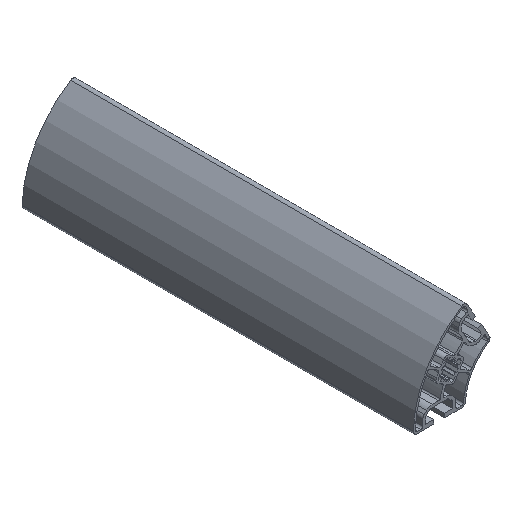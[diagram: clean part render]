
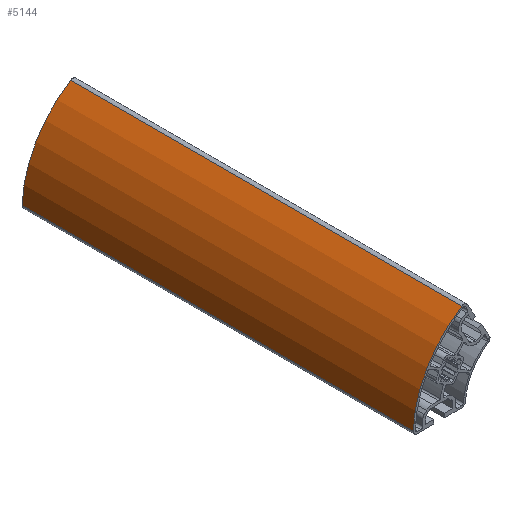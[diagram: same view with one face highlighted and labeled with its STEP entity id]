
A CAD part, isometric view. The second image highlights one B-rep face of the part: STEP entity #5144.
In plain terms, the highlighted cylindrical face has radius 80 mm (diameter 160 mm), a partial arc.
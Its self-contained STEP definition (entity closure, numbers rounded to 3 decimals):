
#232 = AXIS2_PLACEMENT_3D ( 'NONE', #4511, #4525, #4527 ) ;
#519 = CIRCLE ( 'NONE', #522, 80. ) ;
#522 = AXIS2_PLACEMENT_3D ( 'NONE', #1166, #1167, #1171 ) ;
#685 = CIRCLE ( 'NONE', #690, 80. ) ;
#690 = AXIS2_PLACEMENT_3D ( 'NONE', #2598, #2600, #2602 ) ;
#818 = VECTOR ( 'NONE', #3297, 1000. ) ;
#851 = VECTOR ( 'NONE', #3184, 1000. ) ;
#1166 = CARTESIAN_POINT ( 'NONE',  ( -60.001, -34.642, -300. ) ) ;
#1167 = DIRECTION ( 'NONE',  ( 0., 0., -1. ) ) ;
#1171 = DIRECTION ( 'NONE',  ( -1., 0., 0. ) ) ;
#1725 = CARTESIAN_POINT ( 'NONE',  ( 19.938, -31.525, -300. ) ) ;
#1880 = CARTESIAN_POINT ( 'NONE',  ( -17.333, 33.03, 0. ) ) ;
#1892 = CARTESIAN_POINT ( 'NONE',  ( 19.938, -31.525, 0. ) ) ;
#2253 = EDGE_LOOP ( 'NONE', ( #3843, #3868, #3859, #3892 ) ) ;
#2582 = VERTEX_POINT ( 'NONE', #4336 ) ;
#2598 = CARTESIAN_POINT ( 'NONE',  ( -60.001, -34.642, 0. ) ) ;
#2600 = DIRECTION ( 'NONE',  ( 0., 0., -1. ) ) ;
#2602 = DIRECTION ( 'NONE',  ( -1., 0., 0. ) ) ;
#2672 = VERTEX_POINT ( 'NONE', #1725 ) ;
#3184 = DIRECTION ( 'NONE',  ( 0., 0., 1. ) ) ;
#3190 = LINE ( 'NONE', #3193, #851 ) ;
#3193 = CARTESIAN_POINT ( 'NONE',  ( 19.938, -31.525, -300. ) ) ;
#3283 = LINE ( 'NONE', #3288, #818 ) ;
#3288 = CARTESIAN_POINT ( 'NONE',  ( -17.333, 33.03, -300. ) ) ;
#3297 = DIRECTION ( 'NONE',  ( 0., 0., 1. ) ) ;
#3843 = ORIENTED_EDGE ( 'NONE', *, *, #5472, .T. ) ;
#3859 = ORIENTED_EDGE ( 'NONE', *, *, #5348, .F. ) ;
#3868 = ORIENTED_EDGE ( 'NONE', *, *, #5520, .F. ) ;
#3892 = ORIENTED_EDGE ( 'NONE', *, *, #5554, .T. ) ;
#4336 = CARTESIAN_POINT ( 'NONE',  ( -17.333, 33.03, -300. ) ) ;
#4500 = VERTEX_POINT ( 'NONE', #1880 ) ;
#4511 = CARTESIAN_POINT ( 'NONE',  ( -60.001, -34.642, -300. ) ) ;
#4523 = FACE_OUTER_BOUND ( 'NONE', #2253, .T. ) ;
#4524 = CYLINDRICAL_SURFACE ( 'NONE', #232, 80. ) ;
#4525 = DIRECTION ( 'NONE',  ( 0., 0., 1. ) ) ;
#4527 = DIRECTION ( 'NONE',  ( 1., 0., 0. ) ) ;
#4535 = VERTEX_POINT ( 'NONE', #1892 ) ;
#5144 = ADVANCED_FACE ( 'NONE', ( #4523 ), #4524, .T. ) ;
#5348 = EDGE_CURVE ( 'NONE', #2582, #2672, #519, .T. ) ;
#5472 = EDGE_CURVE ( 'NONE', #4500, #4535, #685, .T. ) ;
#5520 = EDGE_CURVE ( 'NONE', #2672, #4535, #3190, .T. ) ;
#5554 = EDGE_CURVE ( 'NONE', #2582, #4500, #3283, .T. ) ;
